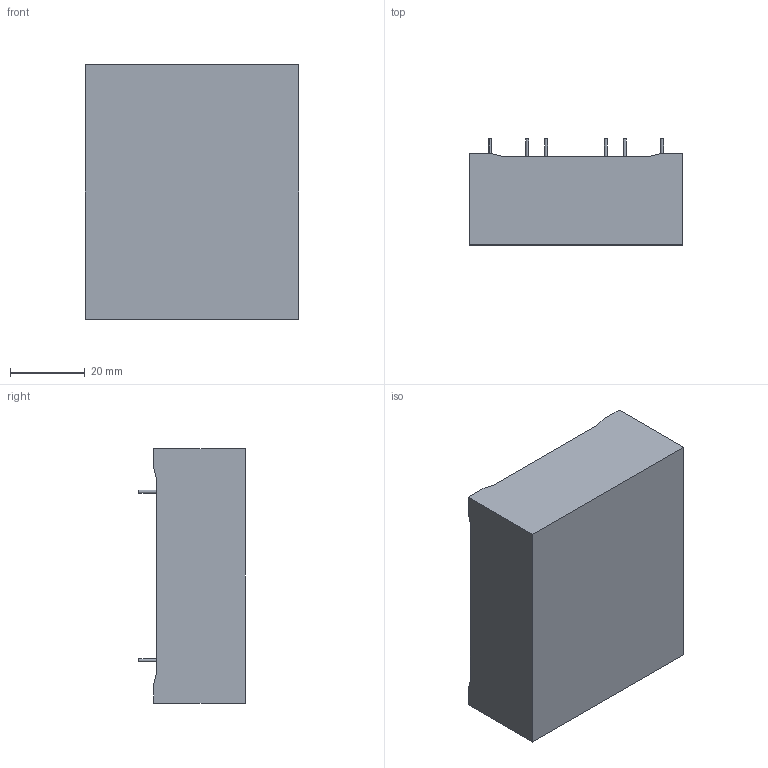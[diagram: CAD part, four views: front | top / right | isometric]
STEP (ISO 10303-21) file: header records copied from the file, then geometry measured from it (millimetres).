
FILE_DESCRIPTION (( 'STEP AP214' ), '1' );
FILE_NAME ('182345.STEP', '2020-05-28T22:57:25', ( '' ), ( '' ), 'SwSTEP 2.0', 'SolidWorks 2018', '' );
FILE_SCHEMA (( 'AUTOMOTIVE_DESIGN' ));
Length unit declared in the file: millimetre
Products named in the file (1): 182345
Bounding box: 57 x 28.4 x 67.8 mm (x, y, z)
Volume: 91331.3 mm3; surface area: 13799.3 mm2
Topology: 1 solids, 1 shells, 66 faces, 152 edges, 96 vertices
Faces by surface type: plane 46, cylinder 20
Entity records: 1882 total; most frequent: DIRECTION 326, CARTESIAN_POINT 315, ORIENTED_EDGE 304, EDGE_CURVE 152, VECTOR 112, LINE 112, AXIS2_PLACEMENT_3D 107, VERTEX_POINT 96
